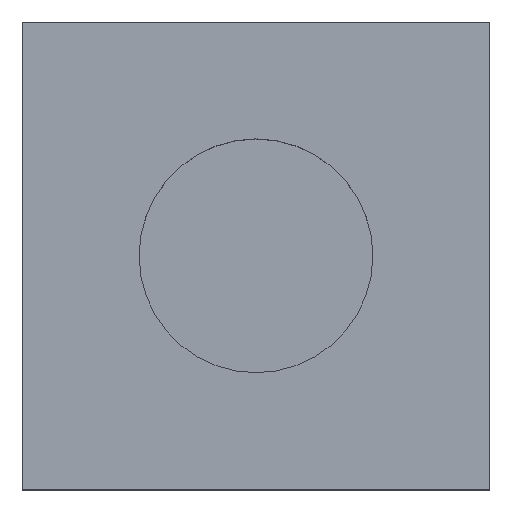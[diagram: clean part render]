
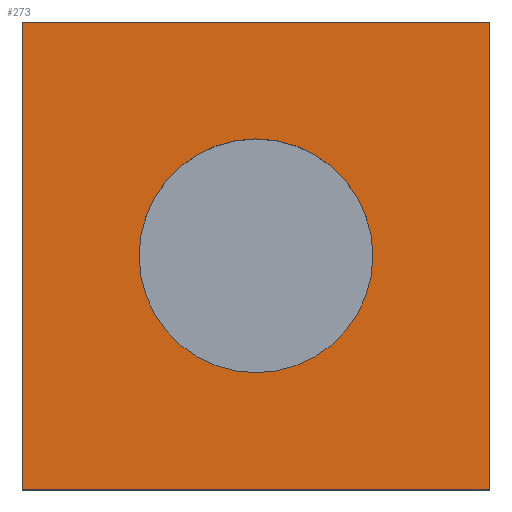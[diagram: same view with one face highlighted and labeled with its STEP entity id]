
A CAD part, top view. The second image highlights one B-rep face of the part: STEP entity #273.
In plain terms, the highlighted planar face has unit normal (0, 0, 1).
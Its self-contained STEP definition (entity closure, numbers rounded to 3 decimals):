
#94=VECTOR('',#196,1.);
#95=VECTOR('',#197,1.);
#96=VECTOR('',#198,1.);
#97=VECTOR('',#199,1.);
#106=LINE('',#227,#94);
#107=LINE('',#230,#95);
#108=LINE('',#232,#96);
#109=LINE('',#234,#97);
#118=FACE_BOUND('',#182,.T.);
#119=FACE_BOUND('',#183,.T.);
#128=VERTEX_POINT('',#226);
#129=VERTEX_POINT('',#228);
#130=VERTEX_POINT('',#229);
#131=VERTEX_POINT('',#231);
#132=VERTEX_POINT('',#233);
#138=CIRCLE('',#257,25.);
#140=EDGE_CURVE('',#128,#128,#138,.T.);
#141=EDGE_CURVE('',#129,#130,#106,.T.);
#142=EDGE_CURVE('',#131,#129,#107,.T.);
#143=EDGE_CURVE('',#132,#131,#108,.T.);
#144=EDGE_CURVE('',#130,#132,#109,.T.);
#154=ORIENTED_EDGE('',*,*,#140,.T.);
#155=ORIENTED_EDGE('',*,*,#141,.F.);
#156=ORIENTED_EDGE('',*,*,#142,.F.);
#157=ORIENTED_EDGE('',*,*,#143,.F.);
#158=ORIENTED_EDGE('',*,*,#144,.F.);
#182=EDGE_LOOP('',(#154));
#183=EDGE_LOOP('',(#155,#156,#157,#158));
#192=DIRECTION('',(0.,0.,1.));
#193=DIRECTION('',(1.,0.,0.));
#194=DIRECTION('',(0.,0.,-1.));
#195=DIRECTION('',(1.,0.,0.));
#196=DIRECTION('',(-1.,0.,0.));
#197=DIRECTION('',(0.,-1.,0.));
#198=DIRECTION('',(1.,0.,0.));
#199=DIRECTION('',(0.,1.,0.));
#224=CARTESIAN_POINT('',(50.,50.,50.));
#225=CARTESIAN_POINT('',(50.,50.,50.));
#226=CARTESIAN_POINT('',(75.,50.,50.));
#227=CARTESIAN_POINT('',(50.,0.,50.));
#228=CARTESIAN_POINT('',(100.,0.,50.));
#229=CARTESIAN_POINT('',(0.,0.,50.));
#230=CARTESIAN_POINT('',(100.,50.,50.));
#231=CARTESIAN_POINT('',(100.,100.,50.));
#232=CARTESIAN_POINT('',(50.,100.,50.));
#233=CARTESIAN_POINT('',(0.,100.,50.));
#234=CARTESIAN_POINT('',(0.,50.,50.));
#256=AXIS2_PLACEMENT_3D('',#224,#192,#193);
#257=AXIS2_PLACEMENT_3D('',#225,#194,#195);
#266=PLANE('',#256);
#273=ADVANCED_FACE('',(#118,#119),#266,.T.);
